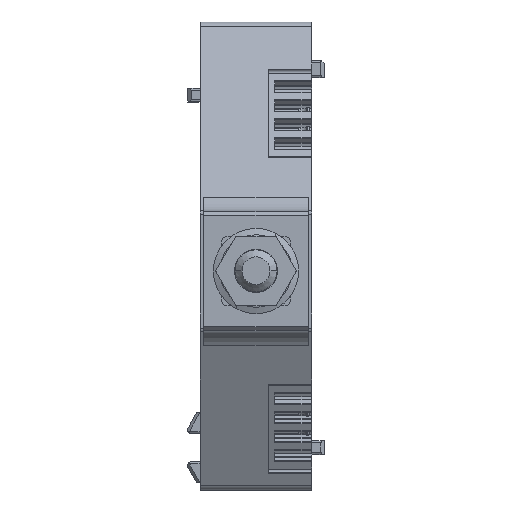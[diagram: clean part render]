
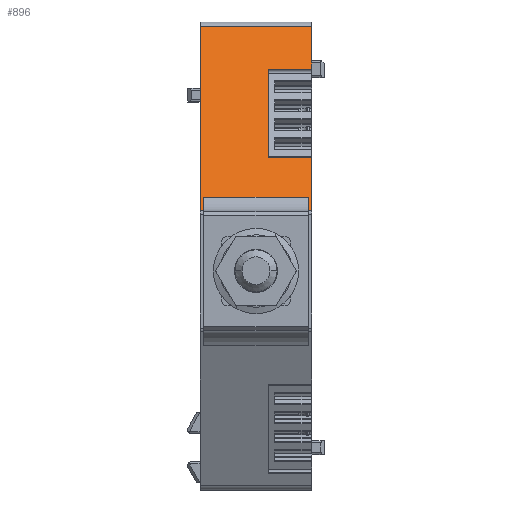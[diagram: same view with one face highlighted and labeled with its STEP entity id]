
A CAD part, top view. The second image highlights one B-rep face of the part: STEP entity #896.
In plain terms, the highlighted planar face has unit normal (0, 0.478, 0.878).
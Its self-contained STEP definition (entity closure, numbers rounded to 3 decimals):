
#805=AXIS2_PLACEMENT_3D('Plane Axis2P3D',#802,#803,#804) ;
#131=CARTESIAN_POINT('Vertex',(1.8,66.373,16.098)) ;
#549=CARTESIAN_POINT('Vertex',(1.8,39.932,30.478)) ;
#552=CARTESIAN_POINT('Line Origine',(1.8,53.152,23.288)) ;
#802=CARTESIAN_POINT('Axis2P3D Location',(9.8,39.8,30.55)) ;
#807=CARTESIAN_POINT('Line Origine',(2.05,39.932,30.478)) ;
#811=CARTESIAN_POINT('Vertex',(2.3,39.932,30.478)) ;
#814=CARTESIAN_POINT('Line Origine',(2.3,40.91,29.946)) ;
#818=CARTESIAN_POINT('Vertex',(2.3,41.889,29.414)) ;
#821=CARTESIAN_POINT('Line Origine',(9.8,41.889,29.414)) ;
#825=CARTESIAN_POINT('Vertex',(17.3,41.889,29.414)) ;
#828=CARTESIAN_POINT('Line Origine',(17.3,40.91,29.946)) ;
#832=CARTESIAN_POINT('Vertex',(17.3,39.932,30.478)) ;
#835=CARTESIAN_POINT('Line Origine',(17.55,39.932,30.478)) ;
#839=CARTESIAN_POINT('Vertex',(17.8,39.932,30.478)) ;
#842=CARTESIAN_POINT('Line Origine',(17.8,43.765,28.393)) ;
#846=CARTESIAN_POINT('Vertex',(17.8,47.599,26.308)) ;
#849=CARTESIAN_POINT('Line Origine',(14.7,47.599,26.308)) ;
#853=CARTESIAN_POINT('Vertex',(11.6,47.599,26.308)) ;
#856=CARTESIAN_POINT('Line Origine',(11.6,53.925,22.868)) ;
#860=CARTESIAN_POINT('Vertex',(11.6,60.25,19.428)) ;
#863=CARTESIAN_POINT('Line Origine',(14.7,60.25,19.428)) ;
#867=CARTESIAN_POINT('Vertex',(17.8,60.25,19.428)) ;
#870=CARTESIAN_POINT('Line Origine',(17.8,63.311,17.763)) ;
#874=CARTESIAN_POINT('Vertex',(17.8,66.373,16.098)) ;
#877=CARTESIAN_POINT('Line Origine',(9.8,66.373,16.098)) ;
#553=DIRECTION('Vector Direction',(0.,0.878,-0.478)) ;
#803=DIRECTION('Axis2P3D Direction',(0.,-0.478,-0.878)) ;
#804=DIRECTION('Axis2P3D XDirection',(0.,0.878,-0.478)) ;
#808=DIRECTION('Vector Direction',(1.,0.,0.)) ;
#815=DIRECTION('Vector Direction',(0.,0.878,-0.478)) ;
#822=DIRECTION('Vector Direction',(1.,0.,0.)) ;
#829=DIRECTION('Vector Direction',(0.,0.878,-0.478)) ;
#836=DIRECTION('Vector Direction',(1.,0.,0.)) ;
#843=DIRECTION('Vector Direction',(0.,-0.878,0.478)) ;
#850=DIRECTION('Vector Direction',(-1.,0.,0.)) ;
#857=DIRECTION('Vector Direction',(0.,0.878,-0.478)) ;
#864=DIRECTION('Vector Direction',(-1.,0.,0.)) ;
#871=DIRECTION('Vector Direction',(0.,-0.878,0.478)) ;
#878=DIRECTION('Vector Direction',(1.,0.,0.)) ;
#554=VECTOR('Line Direction',#553,1.) ;
#809=VECTOR('Line Direction',#808,1.) ;
#816=VECTOR('Line Direction',#815,1.) ;
#823=VECTOR('Line Direction',#822,1.) ;
#830=VECTOR('Line Direction',#829,1.) ;
#837=VECTOR('Line Direction',#836,1.) ;
#844=VECTOR('Line Direction',#843,1.) ;
#851=VECTOR('Line Direction',#850,1.) ;
#858=VECTOR('Line Direction',#857,1.) ;
#865=VECTOR('Line Direction',#864,1.) ;
#872=VECTOR('Line Direction',#871,1.) ;
#879=VECTOR('Line Direction',#878,1.) ;
#883=ORIENTED_EDGE('',*,*,#556,.F.) ;
#884=ORIENTED_EDGE('',*,*,#813,.T.) ;
#885=ORIENTED_EDGE('',*,*,#820,.F.) ;
#886=ORIENTED_EDGE('',*,*,#827,.T.) ;
#887=ORIENTED_EDGE('',*,*,#834,.F.) ;
#888=ORIENTED_EDGE('',*,*,#841,.T.) ;
#889=ORIENTED_EDGE('',*,*,#848,.F.) ;
#890=ORIENTED_EDGE('',*,*,#855,.T.) ;
#891=ORIENTED_EDGE('',*,*,#862,.T.) ;
#892=ORIENTED_EDGE('',*,*,#869,.F.) ;
#893=ORIENTED_EDGE('',*,*,#876,.F.) ;
#894=ORIENTED_EDGE('',*,*,#881,.F.) ;
#896=ADVANCED_FACE('V1',(#895),#806,.F.) ;
#556=EDGE_CURVE('',#550,#132,#555,.T.) ;
#813=EDGE_CURVE('',#550,#812,#810,.T.) ;
#820=EDGE_CURVE('',#819,#812,#817,.F.) ;
#827=EDGE_CURVE('',#819,#826,#824,.T.) ;
#834=EDGE_CURVE('',#833,#826,#831,.T.) ;
#841=EDGE_CURVE('',#833,#840,#838,.T.) ;
#848=EDGE_CURVE('',#847,#840,#845,.T.) ;
#855=EDGE_CURVE('',#847,#854,#852,.T.) ;
#862=EDGE_CURVE('',#854,#861,#859,.T.) ;
#869=EDGE_CURVE('',#868,#861,#866,.T.) ;
#876=EDGE_CURVE('',#875,#868,#873,.T.) ;
#881=EDGE_CURVE('',#132,#875,#880,.T.) ;
#882=EDGE_LOOP('',(#883,#884,#885,#886,#887,#888,#889,#890,#891,#892,#893,#894)) ;
#895=FACE_OUTER_BOUND('',#882,.T.) ;
#555=LINE('Line',#552,#554) ;
#810=LINE('Line',#807,#809) ;
#817=LINE('Line',#814,#816) ;
#824=LINE('Line',#821,#823) ;
#831=LINE('Line',#828,#830) ;
#838=LINE('Line',#835,#837) ;
#845=LINE('Line',#842,#844) ;
#852=LINE('Line',#849,#851) ;
#859=LINE('Line',#856,#858) ;
#866=LINE('Line',#863,#865) ;
#873=LINE('Line',#870,#872) ;
#880=LINE('Line',#877,#879) ;
#806=PLANE('',#805) ;
#132=VERTEX_POINT('',#131) ;
#550=VERTEX_POINT('',#549) ;
#812=VERTEX_POINT('',#811) ;
#819=VERTEX_POINT('',#818) ;
#826=VERTEX_POINT('',#825) ;
#833=VERTEX_POINT('',#832) ;
#840=VERTEX_POINT('',#839) ;
#847=VERTEX_POINT('',#846) ;
#854=VERTEX_POINT('',#853) ;
#861=VERTEX_POINT('',#860) ;
#868=VERTEX_POINT('',#867) ;
#875=VERTEX_POINT('',#874) ;
